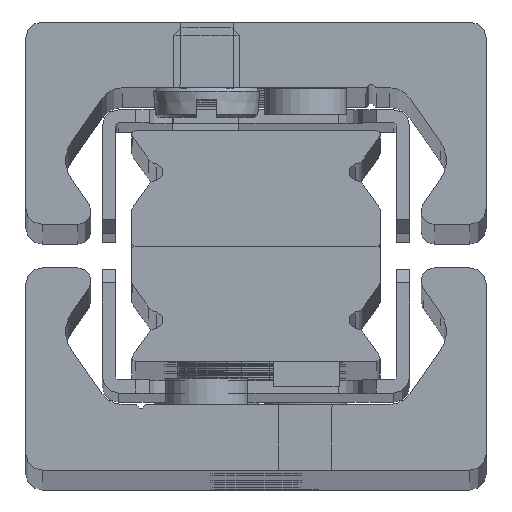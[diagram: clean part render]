
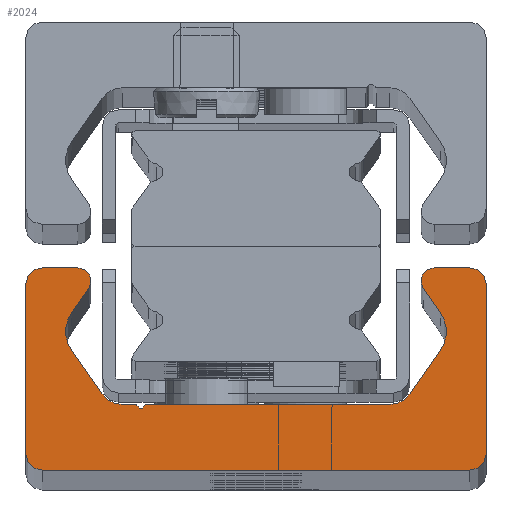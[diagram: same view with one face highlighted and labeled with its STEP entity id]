
A CAD part, top view. The second image highlights one B-rep face of the part: STEP entity #2024.
In plain terms, the highlighted planar face has unit normal (0, 0, 1).
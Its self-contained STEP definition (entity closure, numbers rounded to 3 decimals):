
#1118=CARTESIAN_POINT('',(7.0,0.0,690.0));
#1119=VERTEX_POINT('',#1118);
#1120=CARTESIAN_POINT('',(6.,1.0,690.0));
#1121=VERTEX_POINT('',#1120);
#1122=CARTESIAN_POINT('',(7.0,1.0,690.0));
#1123=DIRECTION('',(0.0,0.0,-1.0));
#1124=DIRECTION('',(-1.0,0.0,0.0));
#1125=AXIS2_PLACEMENT_3D('',#1122,#1123,#1124);
#1126=CIRCLE('',#1125,1.0);
#1127=EDGE_CURVE('',#1119,#1121,#1126,.T.);
#1160=CARTESIAN_POINT('',(6.,11.3,690.0));
#1161=VERTEX_POINT('',#1160);
#1162=CARTESIAN_POINT('',(6.,1.0,690.0));
#1163=DIRECTION('',(0.0,1.0,0.0));
#1164=VECTOR('',#1163,10.3);
#1165=LINE('',#1162,#1164);
#1166=EDGE_CURVE('',#1121,#1161,#1165,.T.);
#1191=CARTESIAN_POINT('',(7.0,12.3,690.0));
#1192=VERTEX_POINT('',#1191);
#1193=CARTESIAN_POINT('',(7.0,11.3,690.0));
#1194=DIRECTION('',(0.0,0.0,-1.0));
#1195=DIRECTION('',(0.0,1.0,0.0));
#1196=AXIS2_PLACEMENT_3D('',#1193,#1194,#1195);
#1197=CIRCLE('',#1196,1.);
#1198=EDGE_CURVE('',#1161,#1192,#1197,.T.);
#1224=CARTESIAN_POINT('',(9.17,12.3,690.0));
#1225=VERTEX_POINT('',#1224);
#1226=CARTESIAN_POINT('',(7.0,12.3,690.0));
#1227=DIRECTION('',(1.0,0.0,0.0));
#1228=VECTOR('',#1227,2.17);
#1229=LINE('',#1226,#1228);
#1230=EDGE_CURVE('',#1192,#1225,#1229,.T.);
#1255=CARTESIAN_POINT('',(9.826,11.041,690.0));
#1256=VERTEX_POINT('',#1255);
#1257=CARTESIAN_POINT('',(9.17,11.5,690.0));
#1258=DIRECTION('',(0.0,0.0,-1.0));
#1259=DIRECTION('',(0.819,-0.574,0.0));
#1260=AXIS2_PLACEMENT_3D('',#1257,#1258,#1259);
#1261=CIRCLE('',#1260,0.8);
#1262=EDGE_CURVE('',#1225,#1256,#1261,.T.);
#1288=CARTESIAN_POINT('',(8.794,9.567,690.0));
#1289=VERTEX_POINT('',#1288);
#1290=CARTESIAN_POINT('',(9.826,11.041,690.0));
#1291=DIRECTION('',(-0.574,-0.819,0.0));
#1292=VECTOR('',#1291,1.799);
#1293=LINE('',#1290,#1292);
#1294=EDGE_CURVE('',#1256,#1289,#1293,.T.);
#1319=CARTESIAN_POINT('',(8.794,7.273,690.0));
#1320=VERTEX_POINT('',#1319);
#1321=CARTESIAN_POINT('',(10.432,8.42,690.0));
#1322=DIRECTION('',(0.0,0.0,1.0));
#1323=DIRECTION('',(0.819,-0.574,0.0));
#1324=AXIS2_PLACEMENT_3D('',#1321,#1322,#1323);
#1325=CIRCLE('',#1324,2.0);
#1326=EDGE_CURVE('',#1289,#1320,#1325,.T.);
#1352=CARTESIAN_POINT('',(10.637,4.64,690.0));
#1353=VERTEX_POINT('',#1352);
#1354=CARTESIAN_POINT('',(8.794,7.273,690.0));
#1355=DIRECTION('',(0.574,-0.819,0.0));
#1356=VECTOR('',#1355,3.215);
#1357=LINE('',#1354,#1356);
#1358=EDGE_CURVE('',#1320,#1353,#1357,.T.);
#1383=CARTESIAN_POINT('',(11.866,4.0,690.0));
#1384=VERTEX_POINT('',#1383);
#1385=CARTESIAN_POINT('',(11.866,5.5,690.0));
#1386=DIRECTION('',(0.0,0.0,1.0));
#1387=DIRECTION('',(0.819,0.574,0.0));
#1388=AXIS2_PLACEMENT_3D('',#1385,#1386,#1387);
#1389=CIRCLE('',#1388,1.5);
#1390=EDGE_CURVE('',#1353,#1384,#1389,.T.);
#1416=CARTESIAN_POINT('',(12.665,4.0,690.0));
#1417=VERTEX_POINT('',#1416);
#1418=CARTESIAN_POINT('',(11.866,4.0,690.0));
#1419=DIRECTION('',(1.0,0.0,0.0));
#1420=VECTOR('',#1419,0.798);
#1421=LINE('',#1418,#1420);
#1422=EDGE_CURVE('',#1384,#1417,#1421,.T.);
#1447=CARTESIAN_POINT('',(12.76,3.929,690.0));
#1448=VERTEX_POINT('',#1447);
#1449=CARTESIAN_POINT('',(12.665,3.9,690.0));
#1450=DIRECTION('',(0.0,0.0,-1.0));
#1451=DIRECTION('',(0.958,0.286,0.0));
#1452=AXIS2_PLACEMENT_3D('',#1449,#1450,#1451);
#1453=CIRCLE('',#1452,0.1);
#1454=EDGE_CURVE('',#1417,#1448,#1453,.T.);
#1480=CARTESIAN_POINT('',(13.24,3.929,690.0));
#1481=VERTEX_POINT('',#1480);
#1482=CARTESIAN_POINT('',(13.,4.0,690.0));
#1483=DIRECTION('',(0.0,0.0,1.));
#1484=DIRECTION('',(0.958,0.286,0.0));
#1485=AXIS2_PLACEMENT_3D('',#1482,#1483,#1484);
#1486=CIRCLE('',#1485,0.25);
#1487=EDGE_CURVE('',#1448,#1481,#1486,.T.);
#1513=CARTESIAN_POINT('',(13.335,4.0,690.0));
#1514=VERTEX_POINT('',#1513);
#1515=CARTESIAN_POINT('',(13.335,3.9,690.0));
#1516=DIRECTION('',(0.0,0.0,-1.0));
#1517=DIRECTION('',(0.0,1.0,0.0));
#1518=AXIS2_PLACEMENT_3D('',#1515,#1516,#1517);
#1519=CIRCLE('',#1518,0.1);
#1520=EDGE_CURVE('',#1481,#1514,#1519,.T.);
#1546=CARTESIAN_POINT('',(28.134,4.,690.0));
#1547=VERTEX_POINT('',#1546);
#1548=CARTESIAN_POINT('',(13.335,4.0,690.0));
#1549=DIRECTION('',(1.0,0.0,0.0));
#1550=VECTOR('',#1549,14.798);
#1551=LINE('',#1548,#1550);
#1552=EDGE_CURVE('',#1514,#1547,#1551,.T.);
#1616=CARTESIAN_POINT('',(29.363,4.64,690.0));
#1617=VERTEX_POINT('',#1616);
#1618=CARTESIAN_POINT('',(28.134,5.5,690.0));
#1619=DIRECTION('',(0.0,0.0,1.0));
#1620=DIRECTION('',(0.0,1.0,0.0));
#1621=AXIS2_PLACEMENT_3D('',#1618,#1619,#1620);
#1622=CIRCLE('',#1621,1.5);
#1623=EDGE_CURVE('',#1547,#1617,#1622,.T.);
#1649=CARTESIAN_POINT('',(31.206,7.273,690.0));
#1650=VERTEX_POINT('',#1649);
#1651=CARTESIAN_POINT('',(29.363,4.64,690.0));
#1652=DIRECTION('',(0.574,0.819,0.0));
#1653=VECTOR('',#1652,3.215);
#1654=LINE('',#1651,#1653);
#1655=EDGE_CURVE('',#1617,#1650,#1654,.T.);
#1680=CARTESIAN_POINT('',(31.206,9.567,690.0));
#1681=VERTEX_POINT('',#1680);
#1682=CARTESIAN_POINT('',(29.568,8.42,690.0));
#1683=DIRECTION('',(0.0,0.0,1.));
#1684=DIRECTION('',(-0.819,0.574,0.0));
#1685=AXIS2_PLACEMENT_3D('',#1682,#1683,#1684);
#1686=CIRCLE('',#1685,2.0);
#1687=EDGE_CURVE('',#1650,#1681,#1686,.T.);
#1713=CARTESIAN_POINT('',(30.174,11.041,690.0));
#1714=VERTEX_POINT('',#1713);
#1715=CARTESIAN_POINT('',(31.206,9.567,690.0));
#1716=DIRECTION('',(-0.574,0.819,0.0));
#1717=VECTOR('',#1716,1.799);
#1718=LINE('',#1715,#1717);
#1719=EDGE_CURVE('',#1681,#1714,#1718,.T.);
#1744=CARTESIAN_POINT('',(30.83,12.3,690.0));
#1745=VERTEX_POINT('',#1744);
#1746=CARTESIAN_POINT('',(30.83,11.5,690.0));
#1747=DIRECTION('',(0.0,0.0,-1.0));
#1748=DIRECTION('',(0.0,1.0,0.0));
#1749=AXIS2_PLACEMENT_3D('',#1746,#1747,#1748);
#1750=CIRCLE('',#1749,0.8);
#1751=EDGE_CURVE('',#1714,#1745,#1750,.T.);
#1777=CARTESIAN_POINT('',(33.0,12.3,690.0));
#1778=VERTEX_POINT('',#1777);
#1779=CARTESIAN_POINT('',(30.83,12.3,690.0));
#1780=DIRECTION('',(1.0,0.0,0.0));
#1781=VECTOR('',#1780,2.17);
#1782=LINE('',#1779,#1781);
#1783=EDGE_CURVE('',#1745,#1778,#1782,.T.);
#1808=CARTESIAN_POINT('',(34.0,11.3,690.0));
#1809=VERTEX_POINT('',#1808);
#1810=CARTESIAN_POINT('',(33.0,11.3,690.0));
#1811=DIRECTION('',(0.0,0.0,-1.0));
#1812=DIRECTION('',(1.0,0.0,0.0));
#1813=AXIS2_PLACEMENT_3D('',#1810,#1811,#1812);
#1814=CIRCLE('',#1813,1.);
#1815=EDGE_CURVE('',#1778,#1809,#1814,.T.);
#1841=CARTESIAN_POINT('',(34.0,1.0,690.0));
#1842=VERTEX_POINT('',#1841);
#1843=CARTESIAN_POINT('',(34.0,11.3,690.0));
#1844=DIRECTION('',(0.0,-1.0,0.0));
#1845=VECTOR('',#1844,10.3);
#1846=LINE('',#1843,#1845);
#1847=EDGE_CURVE('',#1809,#1842,#1846,.T.);
#1872=CARTESIAN_POINT('',(33.0,0.0,690.0));
#1873=VERTEX_POINT('',#1872);
#1874=CARTESIAN_POINT('',(33.0,1.0,690.0));
#1875=DIRECTION('',(0.0,0.0,-1.0));
#1876=DIRECTION('',(0.0,-1.0,0.0));
#1877=AXIS2_PLACEMENT_3D('',#1874,#1875,#1876);
#1878=CIRCLE('',#1877,1.0);
#1879=EDGE_CURVE('',#1842,#1873,#1878,.T.);
#1905=CARTESIAN_POINT('',(33.0,0.0,690.0));
#1906=DIRECTION('',(-1.0,0.0,0.0));
#1907=VECTOR('',#1906,26.0);
#1908=LINE('',#1905,#1907);
#1909=EDGE_CURVE('',#1873,#1119,#1908,.T.);
#1993=CARTESIAN_POINT('',(19.983,4.783,690.0));
#1994=DIRECTION('',(0.0,0.0,1.0));
#1995=DIRECTION('',(1.0,0.0,0.0));
#1996=AXIS2_PLACEMENT_3D('',#1993,#1994,#1995);
#1997=PLANE('',#1996);
#1998=ORIENTED_EDGE('',*,*,#1127,.F.);
#1999=ORIENTED_EDGE('',*,*,#1909,.F.);
#2000=ORIENTED_EDGE('',*,*,#1879,.F.);
#2001=ORIENTED_EDGE('',*,*,#1847,.F.);
#2002=ORIENTED_EDGE('',*,*,#1815,.F.);
#2003=ORIENTED_EDGE('',*,*,#1783,.F.);
#2004=ORIENTED_EDGE('',*,*,#1751,.F.);
#2005=ORIENTED_EDGE('',*,*,#1719,.F.);
#2006=ORIENTED_EDGE('',*,*,#1687,.F.);
#2007=ORIENTED_EDGE('',*,*,#1655,.F.);
#2008=ORIENTED_EDGE('',*,*,#1623,.F.);
#2009=ORIENTED_EDGE('',*,*,#1552,.F.);
#2010=ORIENTED_EDGE('',*,*,#1520,.F.);
#2011=ORIENTED_EDGE('',*,*,#1487,.F.);
#2012=ORIENTED_EDGE('',*,*,#1454,.F.);
#2013=ORIENTED_EDGE('',*,*,#1422,.F.);
#2014=ORIENTED_EDGE('',*,*,#1390,.F.);
#2015=ORIENTED_EDGE('',*,*,#1358,.F.);
#2016=ORIENTED_EDGE('',*,*,#1326,.F.);
#2017=ORIENTED_EDGE('',*,*,#1294,.F.);
#2018=ORIENTED_EDGE('',*,*,#1262,.F.);
#2019=ORIENTED_EDGE('',*,*,#1230,.F.);
#2020=ORIENTED_EDGE('',*,*,#1198,.F.);
#2021=ORIENTED_EDGE('',*,*,#1166,.F.);
#2022=EDGE_LOOP('',(#1998,#1999,#2000,#2001,#2002,#2003,#2004,#2005,#2006,#2007,#2008,#2009,#2010,#2011,#2012,#2013,#2014,#2015,#2016,#2017,#2018,#2019,#2020,#2021));
#2023=FACE_OUTER_BOUND('',#2022,.T.);
#2024=ADVANCED_FACE('',(#2023),#1997,.T.);
